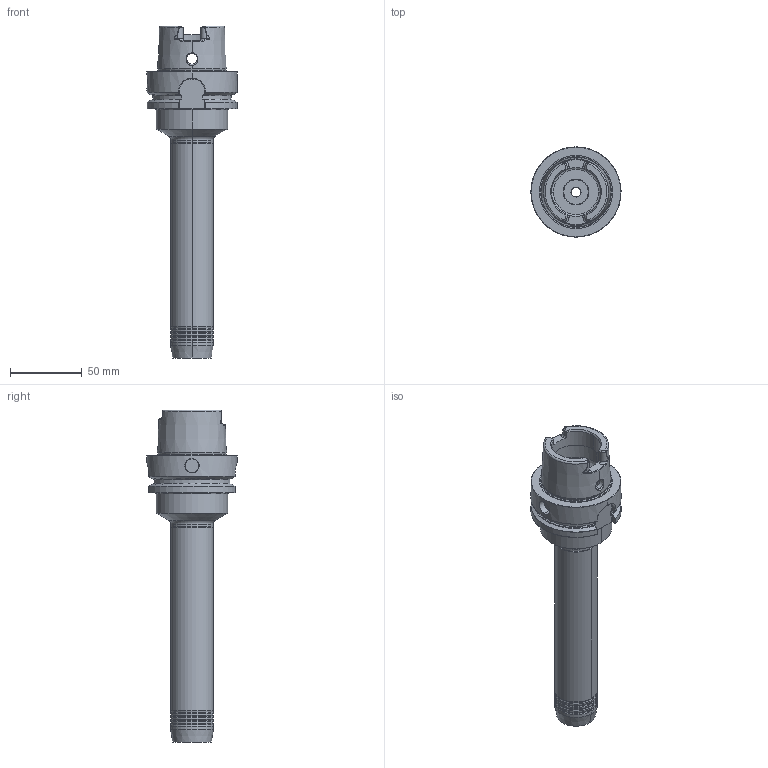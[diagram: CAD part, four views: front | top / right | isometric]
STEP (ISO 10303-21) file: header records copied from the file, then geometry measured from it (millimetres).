
FILE_DESCRIPTION (( 'STEP AP214' ), '1' );
FILE_NAME ('77.A63.010 x=200_step.STEP', '2022-04-12T06:00:08', ( '' ), ( '' ), 'SwSTEP 2.0', 'SolidWorks 2018', '' );
FILE_SCHEMA (( 'AUTOMOTIVE_DESIGN' ));
Length unit declared in the file: millimetre
Products named in the file (1): 77.A63.010 x=200_step
Bounding box: 62.94 x 62.94 x 231.9 mm (x, y, z)
Volume: 215326.3 mm3; surface area: 43270.4 mm2
Topology: 1 solids, 1 shells, 272 faces, 654 edges, 385 vertices
Faces by surface type: cylinder 70, torus 67, plane 59, cone 39, bspline 37
Entity records: 11981 total; most frequent: CARTESIAN_POINT 5537, ORIENTED_EDGE 1304, DIRECTION 1203, EDGE_CURVE 652, AXIS2_PLACEMENT_3D 510, VERTEX_POINT 385, EDGE_LOOP 281, CIRCLE 274
